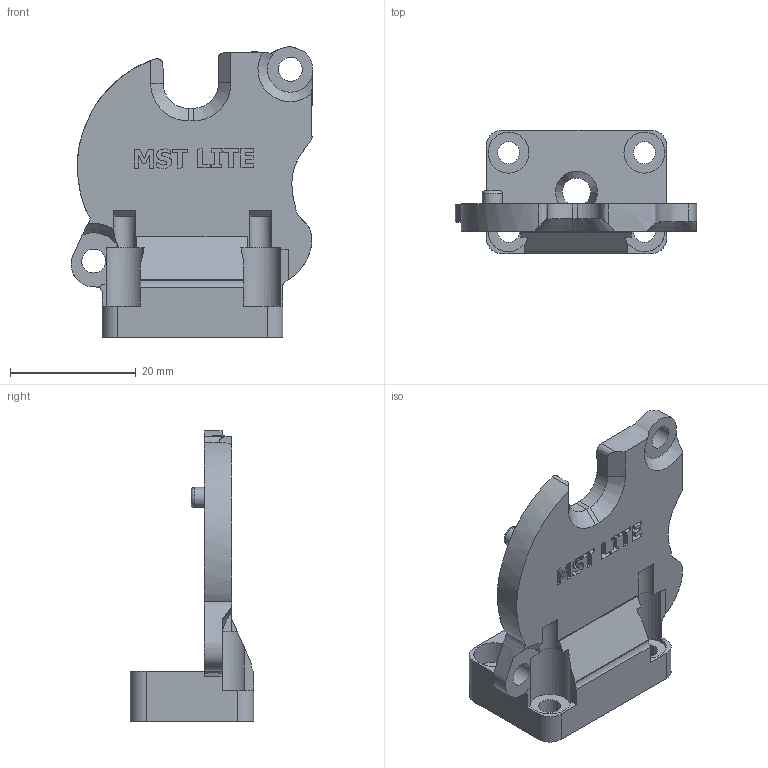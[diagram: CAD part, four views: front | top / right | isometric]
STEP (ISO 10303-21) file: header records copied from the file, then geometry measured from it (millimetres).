
FILE_DESCRIPTION(/* description */ (''),/* implementation_level */ '2;1');
FILE_NAME(/* name */ 'MST LGX LITE mount v63.step',/* time_stamp */ '2022-02-15T18:27:54-08:00',/* author */ (''),/* organization */ (''),/* preprocessor_version */ 'ST-DEVELOPER v18.1',/* originating_system */ 'Autodesk Translation Framework v10.13.0.1454',/* authorisation */ '');
FILE_SCHEMA (('AUTOMOTIVE_DESIGN { 1 0 10303 214 3 1 1 }'));
Length unit declared in the file: millimetre
Products named in the file (1): MST LGX LITE mount
Bounding box: 38.34 x 19.6 x 46.2 mm (x, y, z)
Volume: 7522 mm3; surface area: 5635.7 mm2
Topology: 1 solids, 1 shells, 215 faces, 590 edges, 391 vertices
Faces by surface type: plane 132, bspline 51, cylinder 26, cone 5, torus 1
Full cylindrical faces by diameter (mm): 3.2 x1, 3.5 x4, 3.606 x1, 3.8 x2, 4.35 x1, 4.5 x1, 6.5 x4
Entity records: 9169 total; most frequent: CARTESIAN_POINT 3947, ORIENTED_EDGE 1180, DIRECTION 891, EDGE_CURVE 590, VERTEX_POINT 391, LINE 389, VECTOR 389, AXIS2_PLACEMENT_3D 251
